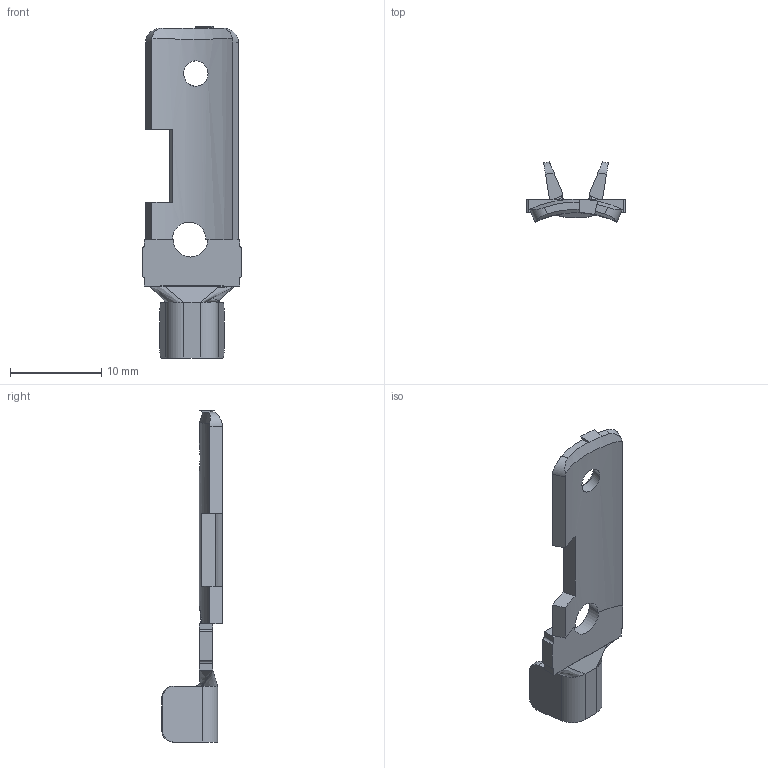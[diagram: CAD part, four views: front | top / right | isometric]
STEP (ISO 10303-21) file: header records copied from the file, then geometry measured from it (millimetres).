
FILE_DESCRIPTION (( 'STEP AP203' ), '1' );
FILE_NAME ('82052.STEP', '2015-02-12T20:02:02', ( '' ), ( '' ), 'SwSTEP 2.0', 'SolidWorks 2014', '' );
FILE_SCHEMA (( 'CONFIG_CONTROL_DESIGN' ));
Length unit declared in the file: inch
Products named in the file (1): 82052
Bounding box: 10.92 x 6.59 x 36.32 mm (x, y, z)
Volume: 479.9 mm3; surface area: 865.2 mm2
Topology: 1 solids, 1 shells, 182 faces, 443 edges, 257 vertices
Faces by surface type: plane 100, cylinder 37, bspline 25, cone 20
Entity records: 6110 total; most frequent: CARTESIAN_POINT 2030, ORIENTED_EDGE 878, DIRECTION 752, EDGE_CURVE 439, VECTOR 292, LINE 292, VERTEX_POINT 257, AXIS2_PLACEMENT_3D 230
